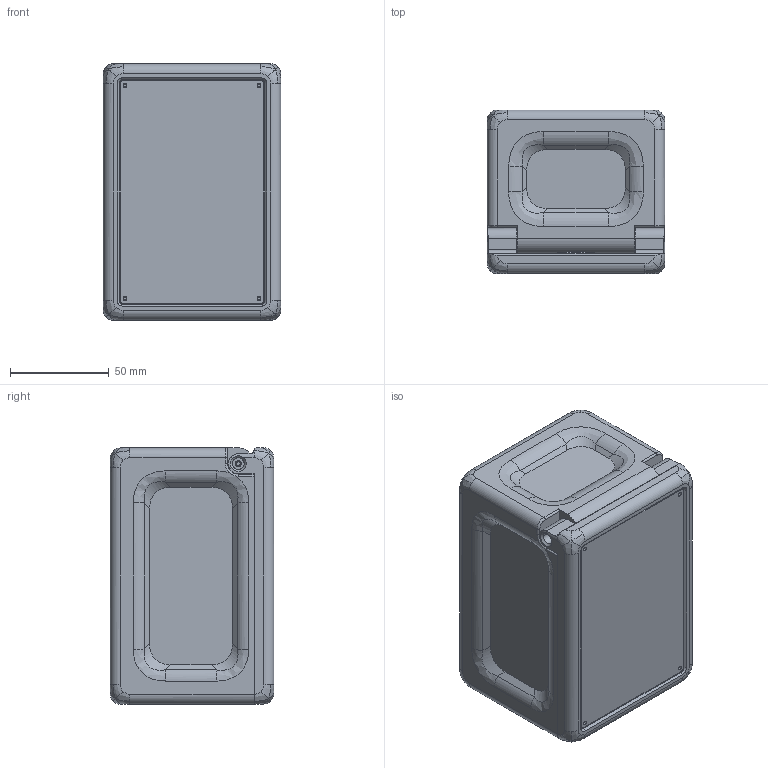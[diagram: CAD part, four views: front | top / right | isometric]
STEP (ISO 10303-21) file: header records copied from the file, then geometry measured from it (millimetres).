
FILE_DESCRIPTION(/* description */ (''),/* implementation_level */ '2;1');
FILE_NAME(/* name */ '盒子V1~1',/* time_stamp */ '2022-03-19T11:52:49+08:00',/* author */ (''),/* organization */ (''),/* preprocessor_version */ 'ST-DEVELOPER v16.5',/* originating_system */ '',/* authorisation */ '');
FILE_SCHEMA (('AUTOMOTIVE_DESIGN'));
Length unit declared in the file: millimetre
Products named in the file (1): Document
Bounding box: 90 x 83 x 130 mm (x, y, z)
Volume: 481121 mm3; surface area: 109430.6 mm2
Topology: 3 solids, 3 shells, 467 faces, 1206 edges, 755 vertices
Faces by surface type: bspline 185, cylinder 161, plane 121
Entity records: 25668 total; most frequent: CARTESIAN_POINT 18053, ORIENTED_EDGE 2412, EDGE_CURVE 1206, VERTEX_POINT 755, B_SPLINE_CURVE_WITH_KNOTS 739, EDGE_LOOP 491, ADVANCED_FACE 467, FACE_OUTER_BOUND 467
